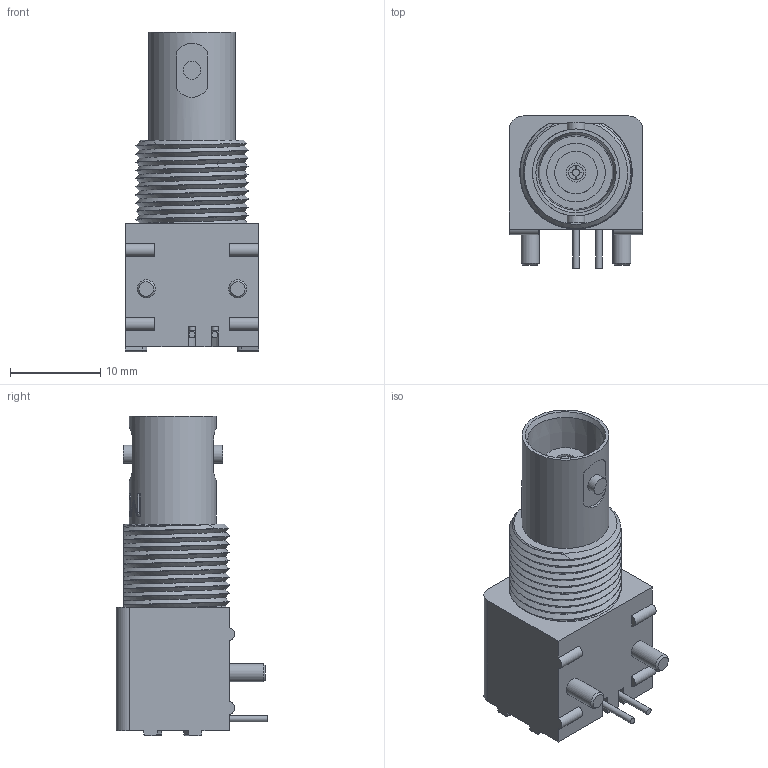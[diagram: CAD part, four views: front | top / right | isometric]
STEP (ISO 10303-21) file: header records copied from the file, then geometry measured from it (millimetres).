
FILE_DESCRIPTION(/* description */ (''),/* implementation_level */ '2;1');
FILE_NAME(/* name */ 'BNC_ok.stp',/* time_stamp */ '2021-08-28T21:43:31-03:00',/* author */ ('roger'),/* organization */ ('Tyco Electronics Ltd.'),/* preprocessor_version */ 'ST-DEVELOPER v18.1',/* originating_system */ 'Autodesk Inventor 2020',/* authorisation */ '');
FILE_SCHEMA (('AUTOMOTIVE_DESIGN { 1 0 10303 214 3 1 1 }'));
Length unit declared in the file: millimetre
Products named in the file (1): BNC
Bounding box: 14.76 x 16.86 x 35.5 mm (x, y, z)
Volume: 3910.6 mm3; surface area: 2568.3 mm2
Topology: 1 solids, 1 shells, 196 faces, 517 edges, 346 vertices
Faces by surface type: plane 94, cylinder 61, bspline 27, cone 7, torus 7
Full cylindrical faces by diameter (mm): 0.7 x4, 1.88 x2, 1.981 x2, 2.01 x2, 2.134 x1, 2.4 x1, 4.72 x1, 6.5 x2, 8 x1, 9.65 x1
Entity records: 14065 total; most frequent: CARTESIAN_POINT 9097, ORIENTED_EDGE 1034, DIRECTION 941, EDGE_CURVE 517, AXIS2_PLACEMENT_3D 354, VERTEX_POINT 346, LINE 233, VECTOR 233
